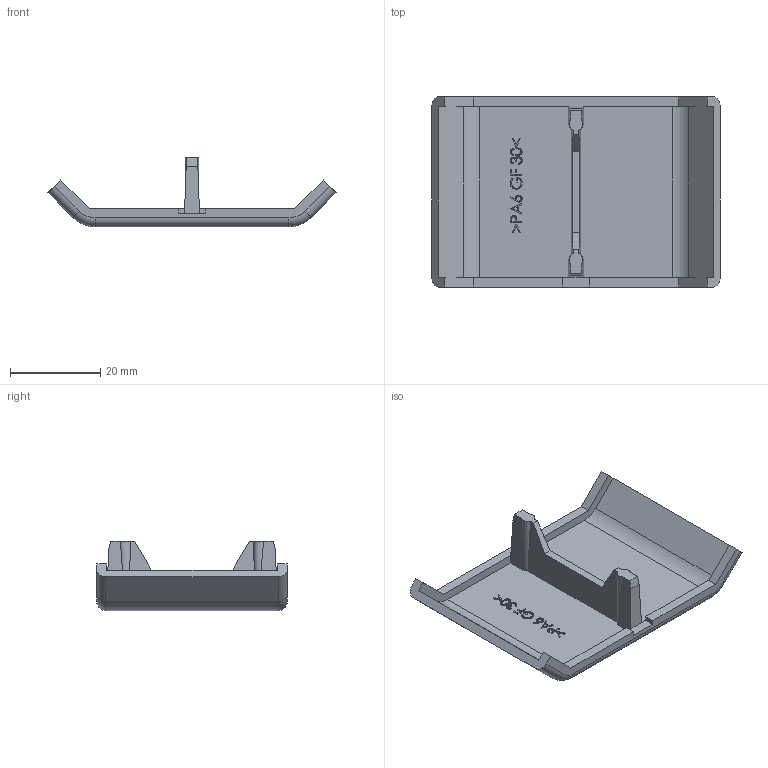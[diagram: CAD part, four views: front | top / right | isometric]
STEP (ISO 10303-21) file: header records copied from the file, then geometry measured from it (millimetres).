
FILE_DESCRIPTION (( 'STEP AP214' ), '1' );
FILE_NAME ('new products093wa421s07.step', '2017-09-26T12:35:20', ( '' ), ( '' ), 'SwSTEP 2.0', 'SolidWorks 2017', '' );
FILE_SCHEMA (( 'AUTOMOTIVE_DESIGN' ));
Length unit declared in the file: millimetre
Products named in the file (1): new products093wa421s07
Bounding box: 63.87 x 42.2 x 15.4 mm (x, y, z)
Volume: 6982.3 mm3; surface area: 7364.1 mm2
Topology: 1 solids, 1 shells, 177 faces, 476 edges, 314 vertices
Faces by surface type: plane 110, bspline 47, cylinder 16, torus 4
Entity records: 8332 total; most frequent: CARTESIAN_POINT 4187, ORIENTED_EDGE 952, DIRECTION 666, EDGE_CURVE 476, VECTOR 336, LINE 336, VERTEX_POINT 314, EDGE_LOOP 190
